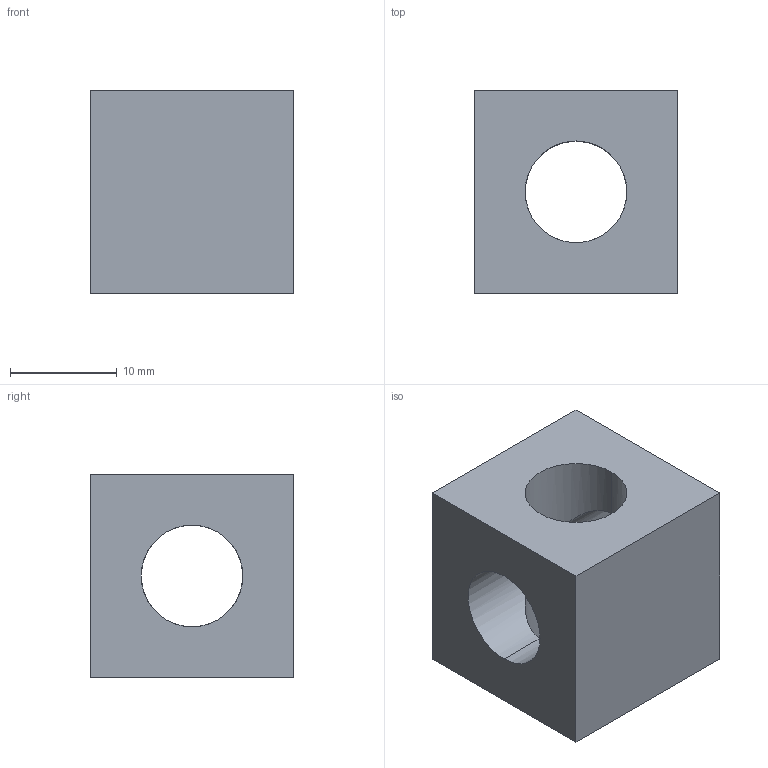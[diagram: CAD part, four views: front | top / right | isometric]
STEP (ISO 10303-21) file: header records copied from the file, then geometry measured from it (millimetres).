
FILE_DESCRIPTION (( 'STEP AP214' ), '1' );
FILE_NAME ('spider.STEP', '2022-03-11T15:55:11', ( '' ), ( '' ), 'SwSTEP 2.0', 'SolidWorks 2020', '' );
FILE_SCHEMA (( 'AUTOMOTIVE_DESIGN' ));
Length unit declared in the file: inch
Products named in the file (1): spider
Bounding box: 19.05 x 19.05 x 19.05 mm (x, y, z)
Volume: 4774.6 mm3; surface area: 2669.6 mm2
Topology: 1 solids, 1 shells, 14 faces, 36 edges, 22 vertices
Faces by surface type: cylinder 8, plane 6
Entity records: 472 total; most frequent: CARTESIAN_POINT 97, ORIENTED_EDGE 72, DIRECTION 66, EDGE_CURVE 36, AXIS2_PLACEMENT_3D 23, VERTEX_POINT 22, VECTOR 20, LINE 20
